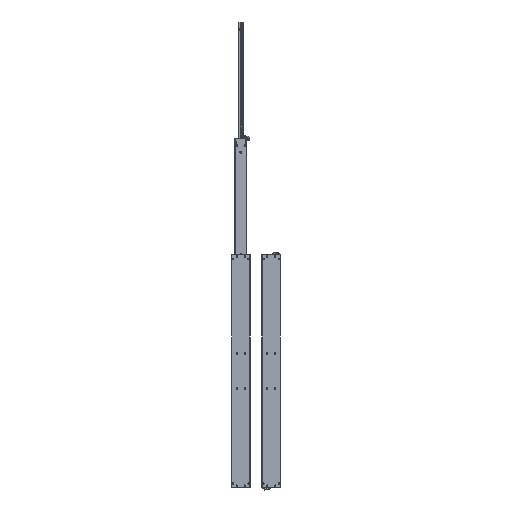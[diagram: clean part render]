
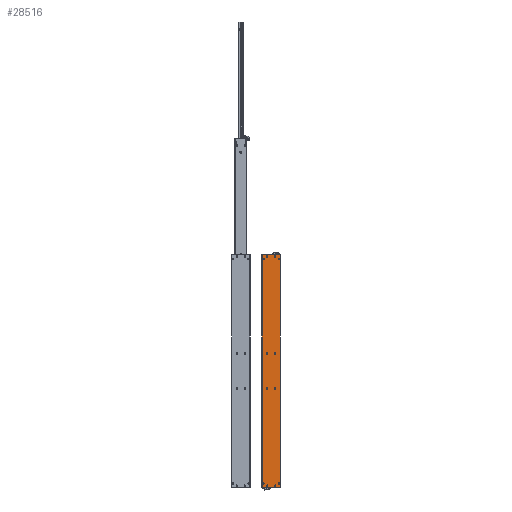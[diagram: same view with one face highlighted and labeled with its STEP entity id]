
A CAD part, left-side view. The second image highlights one B-rep face of the part: STEP entity #28516.
In plain terms, the highlighted planar face has unit normal (-1, 0, 0).
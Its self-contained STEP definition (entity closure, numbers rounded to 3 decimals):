
#640=FACE_BOUND('',#7645,.T.);
#641=FACE_BOUND('',#7646,.T.);
#642=FACE_BOUND('',#7647,.T.);
#643=FACE_BOUND('',#7648,.T.);
#644=FACE_BOUND('',#7649,.T.);
#645=FACE_BOUND('',#7650,.T.);
#646=FACE_BOUND('',#7651,.T.);
#647=FACE_BOUND('',#7652,.T.);
#648=FACE_BOUND('',#7653,.T.);
#649=FACE_BOUND('',#7654,.T.);
#650=FACE_BOUND('',#7655,.T.);
#651=FACE_BOUND('',#7656,.T.);
#1712=LINE('',#60232,#3596);
#1713=LINE('',#60234,#3597);
#1714=LINE('',#60236,#3598);
#1715=LINE('',#60237,#3599);
#3596=VECTOR('',#33661,78.);
#3597=VECTOR('',#33662,1000.);
#3598=VECTOR('',#33663,78.);
#3599=VECTOR('',#33664,1000.);
#5948=FACE_OUTER_BOUND('',#7644,.T.);
#7644=EDGE_LOOP('',(#21226,#21227,#21228,#21229));
#7645=EDGE_LOOP('',(#21230));
#7646=EDGE_LOOP('',(#21231));
#7647=EDGE_LOOP('',(#21232));
#7648=EDGE_LOOP('',(#21233));
#7649=EDGE_LOOP('',(#21234));
#7650=EDGE_LOOP('',(#21235));
#7651=EDGE_LOOP('',(#21236));
#7652=EDGE_LOOP('',(#21237));
#7653=EDGE_LOOP('',(#21238));
#7654=EDGE_LOOP('',(#21239));
#7655=EDGE_LOOP('',(#21240));
#7656=EDGE_LOOP('',(#21241));
#10411=CIRCLE('',#30136,3.475);
#10412=CIRCLE('',#30138,3.475);
#10413=CIRCLE('',#30139,3.475);
#10414=CIRCLE('',#30140,3.3);
#10415=CIRCLE('',#30141,3.3);
#10416=CIRCLE('',#30142,3.3);
#10417=CIRCLE('',#30143,3.3);
#10418=CIRCLE('',#30144,3.3);
#10419=CIRCLE('',#30145,3.3);
#10420=CIRCLE('',#30146,3.3);
#10421=CIRCLE('',#30147,3.3);
#10422=CIRCLE('',#30148,3.475);
#12140=VERTEX_POINT('',#60227);
#12141=VERTEX_POINT('',#60230);
#12142=VERTEX_POINT('',#60231);
#12143=VERTEX_POINT('',#60233);
#12144=VERTEX_POINT('',#60235);
#12145=VERTEX_POINT('',#60238);
#12146=VERTEX_POINT('',#60240);
#12147=VERTEX_POINT('',#60242);
#12148=VERTEX_POINT('',#60244);
#12149=VERTEX_POINT('',#60246);
#12150=VERTEX_POINT('',#60248);
#12151=VERTEX_POINT('',#60250);
#12152=VERTEX_POINT('',#60252);
#12153=VERTEX_POINT('',#60254);
#12154=VERTEX_POINT('',#60256);
#12155=VERTEX_POINT('',#60258);
#15483=EDGE_CURVE('',#12140,#12140,#10411,.T.);
#15484=EDGE_CURVE('',#12141,#12142,#1712,.T.);
#15485=EDGE_CURVE('',#12143,#12141,#1713,.T.);
#15486=EDGE_CURVE('',#12144,#12143,#1714,.T.);
#15487=EDGE_CURVE('',#12144,#12142,#1715,.T.);
#15488=EDGE_CURVE('',#12145,#12145,#10412,.T.);
#15489=EDGE_CURVE('',#12146,#12146,#10413,.T.);
#15490=EDGE_CURVE('',#12147,#12147,#10414,.T.);
#15491=EDGE_CURVE('',#12148,#12148,#10415,.T.);
#15492=EDGE_CURVE('',#12149,#12149,#10416,.T.);
#15493=EDGE_CURVE('',#12150,#12150,#10417,.T.);
#15494=EDGE_CURVE('',#12151,#12151,#10418,.T.);
#15495=EDGE_CURVE('',#12152,#12152,#10419,.T.);
#15496=EDGE_CURVE('',#12153,#12153,#10420,.T.);
#15497=EDGE_CURVE('',#12154,#12154,#10421,.T.);
#15498=EDGE_CURVE('',#12155,#12155,#10422,.T.);
#21226=ORIENTED_EDGE('',*,*,#15484,.F.);
#21227=ORIENTED_EDGE('',*,*,#15485,.F.);
#21228=ORIENTED_EDGE('',*,*,#15486,.F.);
#21229=ORIENTED_EDGE('',*,*,#15487,.T.);
#21230=ORIENTED_EDGE('',*,*,#15488,.F.);
#21231=ORIENTED_EDGE('',*,*,#15489,.F.);
#21232=ORIENTED_EDGE('',*,*,#15490,.T.);
#21233=ORIENTED_EDGE('',*,*,#15491,.T.);
#21234=ORIENTED_EDGE('',*,*,#15492,.T.);
#21235=ORIENTED_EDGE('',*,*,#15493,.T.);
#21236=ORIENTED_EDGE('',*,*,#15494,.T.);
#21237=ORIENTED_EDGE('',*,*,#15495,.T.);
#21238=ORIENTED_EDGE('',*,*,#15496,.T.);
#21239=ORIENTED_EDGE('',*,*,#15497,.T.);
#21240=ORIENTED_EDGE('',*,*,#15498,.F.);
#21241=ORIENTED_EDGE('',*,*,#15483,.F.);
#26098=PLANE('',#30137);
#28516=ADVANCED_FACE('',(#5948,#640,#641,#642,#643,#644,#645,#646,#647,
#648,#649,#650,#651),#26098,.T.);
#30136=AXIS2_PLACEMENT_3D('',#60228,#33657,#33658);
#30137=AXIS2_PLACEMENT_3D('',#60229,#33659,#33660);
#30138=AXIS2_PLACEMENT_3D('',#60239,#33665,#33666);
#30139=AXIS2_PLACEMENT_3D('',#60241,#33667,#33668);
#30140=AXIS2_PLACEMENT_3D('',#60243,#33669,#33670);
#30141=AXIS2_PLACEMENT_3D('',#60245,#33671,#33672);
#30142=AXIS2_PLACEMENT_3D('',#60247,#33673,#33674);
#30143=AXIS2_PLACEMENT_3D('',#60249,#33675,#33676);
#30144=AXIS2_PLACEMENT_3D('',#60251,#33677,#33678);
#30145=AXIS2_PLACEMENT_3D('',#60253,#33679,#33680);
#30146=AXIS2_PLACEMENT_3D('',#60255,#33681,#33682);
#30147=AXIS2_PLACEMENT_3D('',#60257,#33683,#33684);
#30148=AXIS2_PLACEMENT_3D('',#60259,#33685,#33686);
#33657=DIRECTION('center_axis',(-1.,0.,0.));
#33658=DIRECTION('ref_axis',(0.,0.,-1.));
#33659=DIRECTION('center_axis',(-1.,0.,0.));
#33660=DIRECTION('ref_axis',(0.,0.,1.));
#33661=DIRECTION('',(0.,1.,0.));
#33662=DIRECTION('',(0.,0.,-1.));
#33663=DIRECTION('',(0.,-1.,0.));
#33664=DIRECTION('',(0.,0.,-1.));
#33665=DIRECTION('center_axis',(-1.,0.,0.));
#33666=DIRECTION('ref_axis',(0.,0.,-1.));
#33667=DIRECTION('center_axis',(-1.,0.,0.));
#33668=DIRECTION('ref_axis',(0.,0.,1.));
#33669=DIRECTION('center_axis',(1.,0.,0.));
#33670=DIRECTION('ref_axis',(0.,0.,-1.));
#33671=DIRECTION('center_axis',(1.,0.,0.));
#33672=DIRECTION('ref_axis',(0.,0.,-1.));
#33673=DIRECTION('center_axis',(1.,0.,0.));
#33674=DIRECTION('ref_axis',(0.,0.,-1.));
#33675=DIRECTION('center_axis',(1.,0.,0.));
#33676=DIRECTION('ref_axis',(0.,0.,-1.));
#33677=DIRECTION('center_axis',(1.,0.,0.));
#33678=DIRECTION('ref_axis',(0.,0.,-1.));
#33679=DIRECTION('center_axis',(1.,0.,0.));
#33680=DIRECTION('ref_axis',(0.,0.,-1.));
#33681=DIRECTION('center_axis',(1.,0.,0.));
#33682=DIRECTION('ref_axis',(0.,0.,-1.));
#33683=DIRECTION('center_axis',(1.,0.,0.));
#33684=DIRECTION('ref_axis',(0.,0.,-1.));
#33685=DIRECTION('center_axis',(-1.,0.,0.));
#33686=DIRECTION('ref_axis',(0.,0.,1.));
#60227=CARTESIAN_POINT('',(0.,33.6,-978.525));
#60228=CARTESIAN_POINT('Origin',(0.,33.6,
-982.));
#60229=CARTESIAN_POINT('Origin',(0.,39.,0.));
#60230=CARTESIAN_POINT('',(0.,-39.,-1000.));
#60231=CARTESIAN_POINT('',(0.,39.,-1000.));
#60232=CARTESIAN_POINT('',(0.,-39.,-1000.));
#60233=CARTESIAN_POINT('',(0.,-39.,0.));
#60234=CARTESIAN_POINT('',(0.,-39.,0.));
#60235=CARTESIAN_POINT('',(0.,39.,0.));
#60236=CARTESIAN_POINT('',(0.,39.,0.));
#60237=CARTESIAN_POINT('',(0.,39.,0.));
#60238=CARTESIAN_POINT('',(0.,-33.6,-978.525));
#60239=CARTESIAN_POINT('Origin',(0.,-33.6,
-982.));
#60240=CARTESIAN_POINT('',(0.,-33.6,-21.475));
#60241=CARTESIAN_POINT('Origin',(0.,-33.6,
-18.));
#60242=CARTESIAN_POINT('',(0.,-17.5,-989.2));
#60243=CARTESIAN_POINT('Origin',(0.,-17.5,-992.5));
#60244=CARTESIAN_POINT('',(0.,17.5,-989.2));
#60245=CARTESIAN_POINT('Origin',(0.,17.5,-992.5));
#60246=CARTESIAN_POINT('',(0.,-17.5,-571.7));
#60247=CARTESIAN_POINT('Origin',(0.,-17.5,-575.));
#60248=CARTESIAN_POINT('',(0.,17.5,-571.7));
#60249=CARTESIAN_POINT('Origin',(0.,17.5,-575.));
#60250=CARTESIAN_POINT('',(0.,-17.5,-421.7));
#60251=CARTESIAN_POINT('Origin',(0.,-17.5,-425.));
#60252=CARTESIAN_POINT('',(0.,17.5,-421.7));
#60253=CARTESIAN_POINT('Origin',(0.,17.5,-425.));
#60254=CARTESIAN_POINT('',(0.,-17.5,-4.2));
#60255=CARTESIAN_POINT('Origin',(0.,-17.5,-7.5));
#60256=CARTESIAN_POINT('',(0.,17.5,-4.2));
#60257=CARTESIAN_POINT('Origin',(0.,17.5,-7.5));
#60258=CARTESIAN_POINT('',(0.,33.6,-21.475));
#60259=CARTESIAN_POINT('Origin',(0.,33.6,
-18.));
